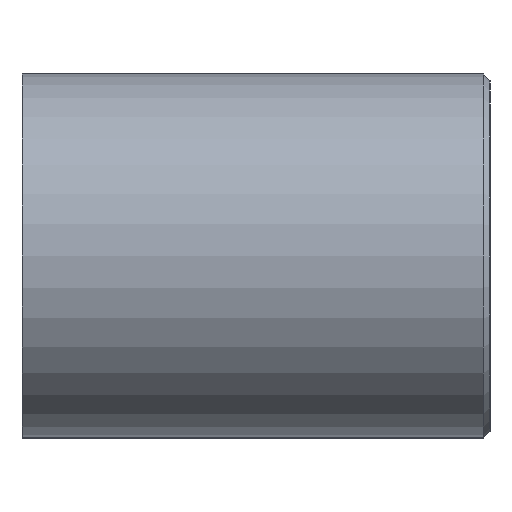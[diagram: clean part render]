
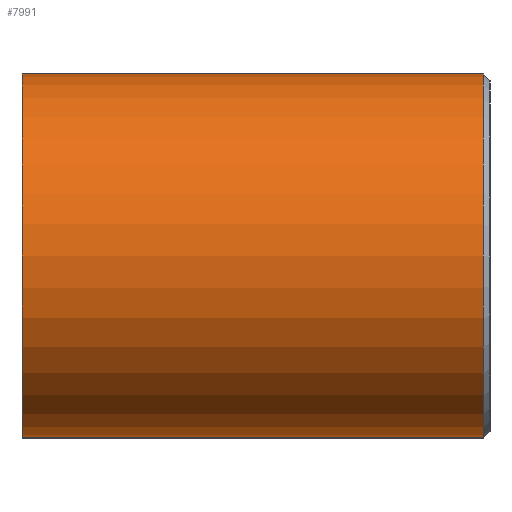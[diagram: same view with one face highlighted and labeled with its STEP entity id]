
A CAD part, left-side view. The second image highlights one B-rep face of the part: STEP entity #7991.
In plain terms, the highlighted cylindrical face has radius 7 mm (diameter 14 mm), a partial arc.
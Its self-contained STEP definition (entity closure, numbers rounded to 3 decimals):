
#586=FACE_OUTER_BOUND('',#1042,.T.);
#1042=EDGE_LOOP('',(#6375,#6376,#6377,#6378));
#1891=LINE('',#12537,#2922);
#1902=LINE('',#12552,#2933);
#2922=VECTOR('',#9624,1000.);
#2933=VECTOR('',#9637,1000.);
#3539=CIRCLE('',#8503,7.);
#3543=CIRCLE('',#8512,7.);
#4057=VERTEX_POINT('',#12508);
#4068=VERTEX_POINT('',#12532);
#4069=VERTEX_POINT('',#12536);
#4072=VERTEX_POINT('',#12550);
#4932=EDGE_CURVE('',#4068,#4057,#3539,.T.);
#4933=EDGE_CURVE('',#4057,#4069,#1891,.T.);
#4944=EDGE_CURVE('',#4072,#4068,#1902,.T.);
#5068=EDGE_CURVE('',#4072,#4069,#3543,.T.);
#6375=ORIENTED_EDGE('',*,*,#4944,.F.);
#6376=ORIENTED_EDGE('',*,*,#5068,.T.);
#6377=ORIENTED_EDGE('',*,*,#4933,.F.);
#6378=ORIENTED_EDGE('',*,*,#4932,.F.);
#7882=CYLINDRICAL_SURFACE('',#8511,7.);
#7991=ADVANCED_FACE('',(#586),#7882,.T.);
#8503=AXIS2_PLACEMENT_3D('',#12534,#9620,#9621);
#8511=AXIS2_PLACEMENT_3D('',#12768,#9768,#9769);
#8512=AXIS2_PLACEMENT_3D('',#12769,#9770,#9771);
#9620=DIRECTION('center_axis',(0.,1.,0.));
#9621=DIRECTION('ref_axis',(0.,0.,1.));
#9624=DIRECTION('',(0.,-1.,0.));
#9637=DIRECTION('',(0.,1.,0.));
#9768=DIRECTION('center_axis',(0.,-1.,0.));
#9769=DIRECTION('ref_axis',(0.,0.,-1.));
#9770=DIRECTION('center_axis',(0.,1.,0.));
#9771=DIRECTION('ref_axis',(0.,0.,1.));
#12508=CARTESIAN_POINT('',(-72.,9.,7.));
#12532=CARTESIAN_POINT('',(-72.,9.,-7.));
#12534=CARTESIAN_POINT('Origin',(-72.,9.,0.));
#12536=CARTESIAN_POINT('',(-72.,-8.75,7.));
#12537=CARTESIAN_POINT('',(-72.,9.,7.));
#12550=CARTESIAN_POINT('',(-72.,-8.75,-7.));
#12552=CARTESIAN_POINT('',(-72.,9.,-7.));
#12768=CARTESIAN_POINT('Origin',(-72.,9.,0.));
#12769=CARTESIAN_POINT('Origin',(-72.,-8.75,0.));
